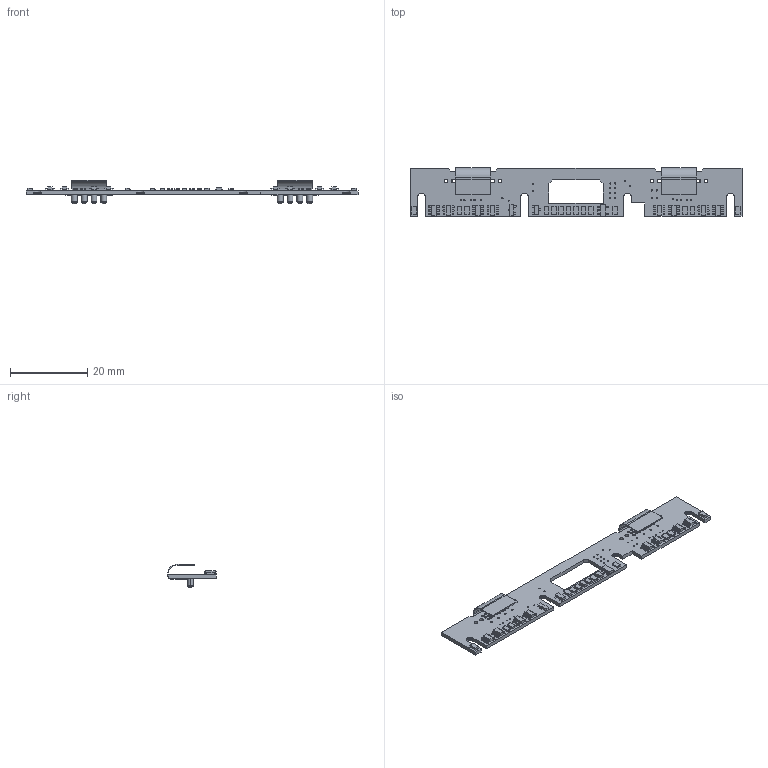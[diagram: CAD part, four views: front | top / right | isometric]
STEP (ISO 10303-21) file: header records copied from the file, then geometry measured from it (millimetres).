
FILE_DESCRIPTION(('PCB Model'),'2;1');
FILE_NAME('InterfaceBoard4.STEP','2019-06-25T22:31:57',('suku'),('Unspecified'), 'Open CASCADE STEP processor 6.8','Proteus','Unknown');
FILE_SCHEMA(('CONFIG_CONTROL_DESIGN','SHAPE_APPEARANCE_LAYER_MIM'));
Length unit declared in the file: millimetre
Products named in the file (82): Open CASCADE STEP translator 6.8 1; Layer_1; J24; Open CASCADE STEP translator 6.8 1.2.1; Body_1; J25; Open CASCADE STEP translator 6.8 1.3.1; J26; Open CASCADE STEP translator 6.8 1.4.1; J27; Open CASCADE STEP translator 6.8 1.5.1; J20; Open CASCADE STEP translator 6.8 1.6.1; J23; Open CASCADE STEP translator 6.8 1.7.1; J21; Open CASCADE STEP translator 6.8 1.8.1; J22; Open CASCADE STEP translator 6.8 1.9.1; J1; Open CASCADE STEP translator 6.8 1.10.1; J2; Open CASCADE STEP translator 6.8 1.11.1; R3; Open CASCADE STEP translator 6.8 1.12.1; Pin_1; Pin_2; Q5; Open CASCADE STEP translator 6.8 1.13.1; Pin_3; Pin_4; Pin_5; Pin_6; Q6; U6; Q1; U1; Open CASCADE STEP translator 6.8 1.17.1; R12; C4 ...
Assembly tree (108 placements, depth 4):
  Open CASCADE STEP translator 6.8 1
    Layer_1
    J24
      Open CASCADE STEP translator 6.8 1.2.1
        Body_1
    J25
      Open CASCADE STEP translator 6.8 1.3.1
        Body_1
    J26
      Open CASCADE STEP translator 6.8 1.4.1
        Body_1
    J27
      Open CASCADE STEP translator 6.8 1.5.1
        Body_1
    J20
      Open CASCADE STEP translator 6.8 1.6.1
        Body_1
    J23
      Open CASCADE STEP translator 6.8 1.7.1
        Body_1
    J21
      Open CASCADE STEP translator 6.8 1.8.1
        Body_1
    J22
      Open CASCADE STEP translator 6.8 1.9.1
        Body_1
    J1
      Open CASCADE STEP translator 6.8 1.10.1
        Body_1
    J2
      Open CASCADE STEP translator 6.8 1.11.1
        Body_1
    R3
      Open CASCADE STEP translator 6.8 1.12.1
        Body_1
        Pin_1
        Pin_2
    Q5
      Open CASCADE STEP translator 6.8 1.13.1
        Body_1
        Pin_1
        Pin_2
        Pin_3
        Pin_4
        Pin_5
        Pin_6
    Q6
      Open CASCADE STEP translator 6.8 1.13.1
        Body_1
        Pin_1
        Pin_2
        Pin_3
        Pin_4
        Pin_5
        Pin_6
    U6
      Open CASCADE STEP translator 6.8 1.13.1
        Body_1
        Pin_1
        Pin_2
Bounding box: 86 x 12.69 x 6.2 mm (x, y, z)
Volume: 1021.4 mm3; surface area: 3324.5 mm2
Topology: 123 solids, 131 shells, 1900 faces, 4870 edges, 3232 vertices
Faces by surface type: plane 1275, cylinder 593, revolution 16, sphere 16
Entity records: 29555 total; most frequent: CARTESIAN_POINT 4538, DIRECTION 4414, ORIENTED_EDGE 4212, EDGE_CURVE 2106, AXIS2_PLACEMENT_3D 1574, VERTEX_POINT 1404, LINE 1264, VECTOR 1264
